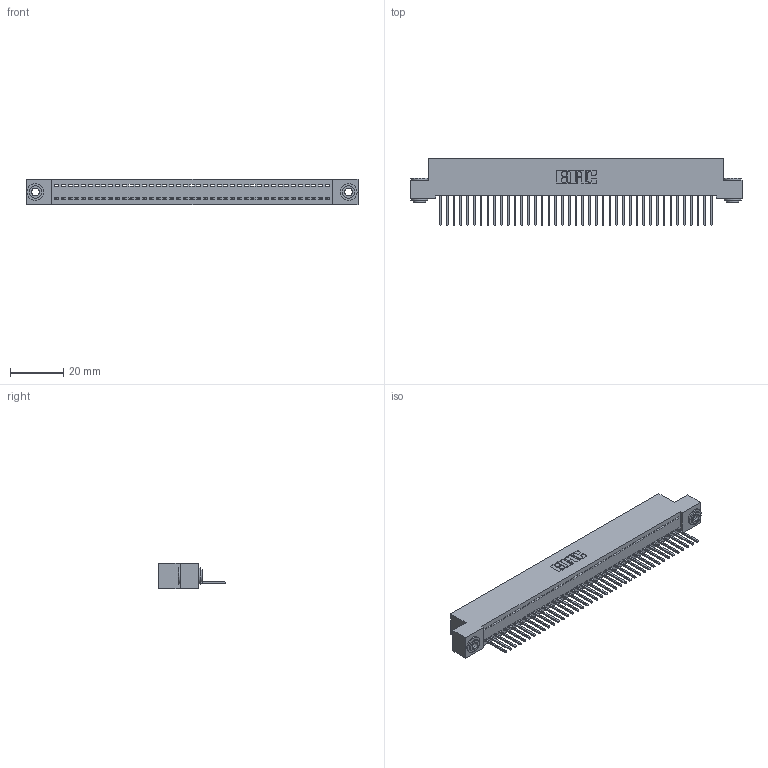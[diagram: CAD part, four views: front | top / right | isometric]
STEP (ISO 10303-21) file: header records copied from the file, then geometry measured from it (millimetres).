
FILE_DESCRIPTION (( 'STEP AP203' ), '1' );
FILE_NAME ('392-041-523-103.STEP', '2018-08-16T12:48:00', ( '' ), ( '' ), 'SwSTEP 2.0', 'SolidWorks 2016', '' );
FILE_SCHEMA (( 'CONFIG_CONTROL_DESIGN' ));
Length unit declared in the file: inch
Products named in the file (4): 342 Part_.156 TH; 345-292-001_345-293-123; 342-250-002_345-250-002-102; 392-041-523-103
Assembly tree (44 placements, depth 2):
  392-041-523-103
    342 Part_.156 TH
    345-292-001_345-293-123  x41
    342-250-002_345-250-002-102  x2
Bounding box: 124.46 x 25.15 x 9.4 mm (x, y, z)
Volume: 10915.9 mm3; surface area: 16276.1 mm2
Topology: 44 solids, 44 shells, 2526 faces, 7591 edges, 5002 vertices
Faces by surface type: plane 1798, cylinder 720, cone 8
Entity records: 25730 total; most frequent: CARTESIAN_POINT 4416, ORIENTED_EDGE 4386, DIRECTION 3761, EDGE_CURVE 2193, VECTOR 2041, LINE 2041, VERTEX_POINT 1458, AXIS2_PLACEMENT_3D 860
